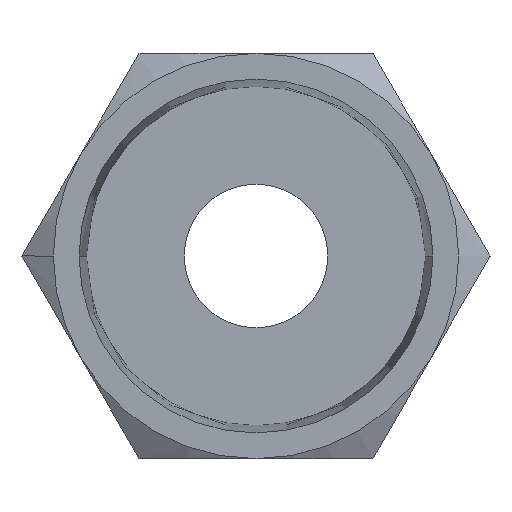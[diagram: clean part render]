
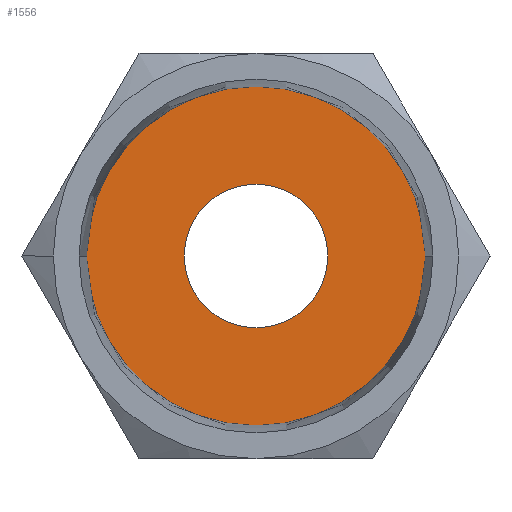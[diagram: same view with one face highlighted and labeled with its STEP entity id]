
A CAD part, front view. The second image highlights one B-rep face of the part: STEP entity #1556.
In plain terms, the highlighted planar face has unit normal (0, -1, 0).
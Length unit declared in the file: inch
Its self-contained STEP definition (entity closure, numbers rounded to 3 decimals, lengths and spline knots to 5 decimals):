
#11 = VERTEX_POINT ( 'NONE', #619 ) ;
#68 = CARTESIAN_POINT ( 'NONE',  ( 0., -0.07874, 0. ) ) ;
#70 = EDGE_CURVE ( 'NONE', #1893, #1315, #408, .T. ) ;
#152 = AXIS2_PLACEMENT_3D ( 'NONE', #315, #1639, #523 ) ;
#236 = AXIS2_PLACEMENT_3D ( 'NONE', #411, #400, #388 ) ;
#267 = EDGE_CURVE ( 'NONE', #11, #2000, #272, .T. ) ;
#272 = CIRCLE ( 'NONE', #1130, 0.16732 ) ;
#287 = DIRECTION ( 'NONE',  ( 1., 0., 0. ) ) ;
#315 = CARTESIAN_POINT ( 'NONE',  ( -0.2813, -0.07874, 0. ) ) ;
#388 = DIRECTION ( 'NONE',  ( 1., 0., 0. ) ) ;
#400 = DIRECTION ( 'NONE',  ( 0., -1., 0. ) ) ;
#407 = FACE_BOUND ( 'NONE', #2155, .T. ) ;
#408 = CIRCLE ( 'NONE', #236, 0.39527 ) ;
#411 = CARTESIAN_POINT ( 'NONE',  ( 0., -0.07874, 0. ) ) ;
#426 = AXIS2_PLACEMENT_3D ( 'NONE', #68, #1446, #287 ) ;
#469 = ORIENTED_EDGE ( 'NONE', *, *, #267, .F. ) ;
#520 = DIRECTION ( 'NONE',  ( 0., -1., 0. ) ) ;
#523 = DIRECTION ( 'NONE',  ( -1., 0., 0. ) ) ;
#619 = CARTESIAN_POINT ( 'NONE',  ( -0.16732, -0.07874, 0. ) ) ;
#650 = CIRCLE ( 'NONE', #426, 0.16732 ) ;
#660 = CIRCLE ( 'NONE', #1572, 0.39527 ) ;
#713 = PLANE ( 'NONE',  #152 ) ;
#1018 = CARTESIAN_POINT ( 'NONE',  ( 0., -0.07874, 0. ) ) ;
#1060 = DIRECTION ( 'NONE',  ( 0., -1., 0. ) ) ;
#1130 = AXIS2_PLACEMENT_3D ( 'NONE', #1018, #1060, #1138 ) ;
#1138 = DIRECTION ( 'NONE',  ( 1., 0., 0. ) ) ;
#1181 = ORIENTED_EDGE ( 'NONE', *, *, #70, .T. ) ;
#1214 = ORIENTED_EDGE ( 'NONE', *, *, #2078, .F. ) ;
#1309 = ORIENTED_EDGE ( 'NONE', *, *, #1711, .T. ) ;
#1315 = VERTEX_POINT ( 'NONE', #1553 ) ;
#1358 = CARTESIAN_POINT ( 'NONE',  ( 0.39527, -0.07874, 0. ) ) ;
#1375 = FACE_OUTER_BOUND ( 'NONE', #1694, .T. ) ;
#1446 = DIRECTION ( 'NONE',  ( 0., -1., 0. ) ) ;
#1553 = CARTESIAN_POINT ( 'NONE',  ( -0.39527, -0.07874, 0. ) ) ;
#1556 = ADVANCED_FACE ( 'NONE', ( #407, #1375 ), #713, .F. ) ;
#1572 = AXIS2_PLACEMENT_3D ( 'NONE', #1600, #520, #1805 ) ;
#1600 = CARTESIAN_POINT ( 'NONE',  ( 0., -0.07874, 0. ) ) ;
#1639 = DIRECTION ( 'NONE',  ( 0., 1., 0. ) ) ;
#1694 = EDGE_LOOP ( 'NONE', ( #1181, #1309 ) ) ;
#1711 = EDGE_CURVE ( 'NONE', #1315, #1893, #660, .T. ) ;
#1805 = DIRECTION ( 'NONE',  ( 1., 0., 0. ) ) ;
#1893 = VERTEX_POINT ( 'NONE', #1358 ) ;
#1906 = CARTESIAN_POINT ( 'NONE',  ( 0.16732, -0.07874, 0. ) ) ;
#2000 = VERTEX_POINT ( 'NONE', #1906 ) ;
#2078 = EDGE_CURVE ( 'NONE', #2000, #11, #650, .T. ) ;
#2155 = EDGE_LOOP ( 'NONE', ( #1214, #469 ) ) ;
